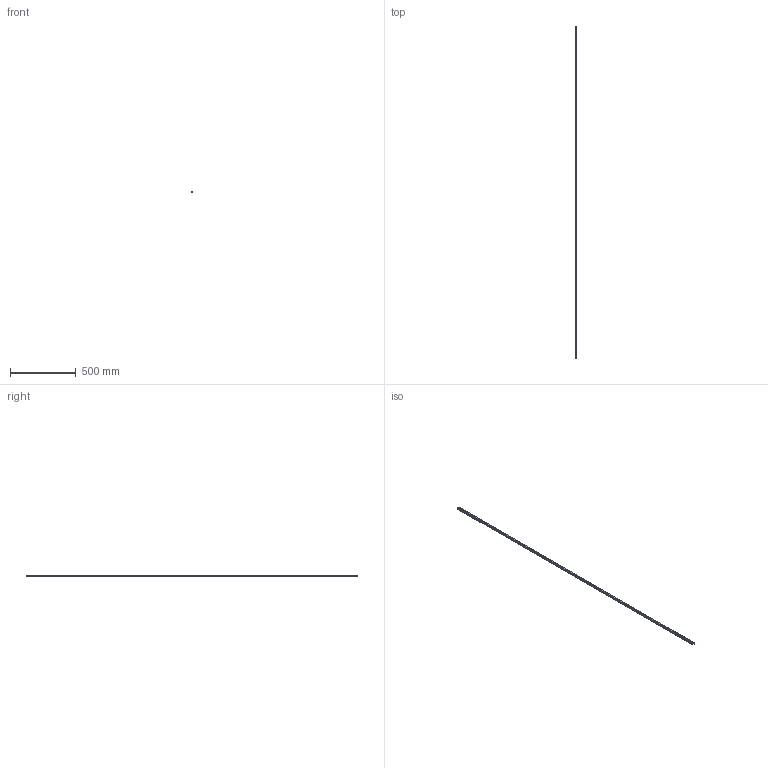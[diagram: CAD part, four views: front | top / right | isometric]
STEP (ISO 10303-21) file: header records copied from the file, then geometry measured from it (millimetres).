
FILE_DESCRIPTION(('STEP AP214'),'1');
FILE_NAME('cctmp_21DB242E-9876-4F4E-A637-BE0A39844F0C_2020_5_13_8_48_18_383..stp','2020-05-13T06:48:18',('HIWIN GmbH'),('CADClick - www.CADClick.com'),'Spatial InterOp 3D',' ','unknown authorization');
FILE_SCHEMA(('AUTOMOTIVE_DESIGN'));
Length unit declared in the file: millimetre
Products named in the file (1): HGR15R2530H_FILE
Bounding box: 15 x 2530 x 15 mm (x, y, z)
Volume: 464903.6 mm3; surface area: 168435.8 mm2
Topology: 1 solids, 1 shells, 493 faces, 1083 edges, 722 vertices
Faces by surface type: cylinder 278, plane 215
Entity records: 17761 total; most frequent: DIRECTION 2627, CARTESIAN_POINT 2299, ORIENTED_EDGE 2166, EDGE_CURVE 1083, AXIS2_PLACEMENT_3D 1050, VERTEX_POINT 722, EDGE_LOOP 623, CIRCLE 556
